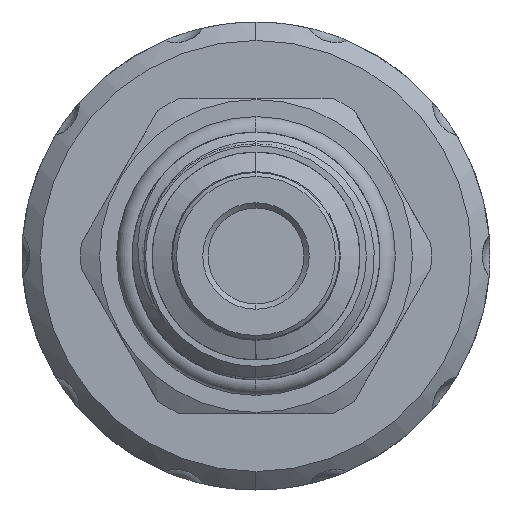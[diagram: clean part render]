
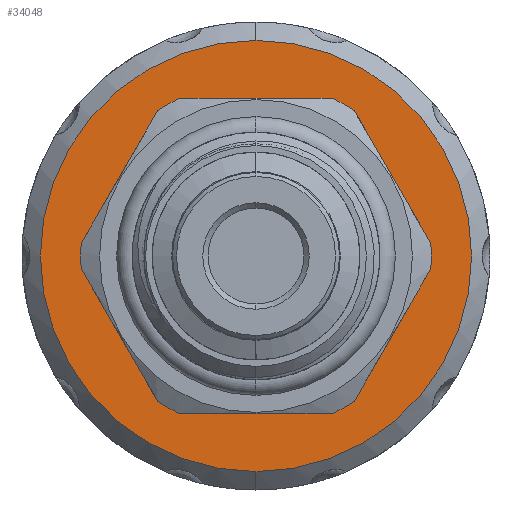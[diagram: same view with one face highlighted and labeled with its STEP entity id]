
A CAD part, left-side view. The second image highlights one B-rep face of the part: STEP entity #34048.
In plain terms, the highlighted planar face has unit normal (-1, 0, 0).
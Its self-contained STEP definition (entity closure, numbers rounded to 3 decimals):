
#727 = AXIS2_PLACEMENT_3D ( 'NONE', #42438, #22720, #26054 ) ;
#3226 = CARTESIAN_POINT ( 'NONE',  ( 16.75, 0., 0. ) ) ;
#3428 = CARTESIAN_POINT ( 'NONE',  ( 16.75, -11.85, 0. ) ) ;
#3821 = AXIS2_PLACEMENT_3D ( 'NONE', #3226, #39365, #35912 ) ;
#5032 = DIRECTION ( 'NONE',  ( 1., 0., 0. ) ) ;
#5186 = DIRECTION ( 'NONE',  ( 1., 0., 0. ) ) ;
#5972 = CIRCLE ( 'NONE', #727, 11.85 ) ;
#6688 = ORIENTED_EDGE ( 'NONE', *, *, #26530, .T. ) ;
#7421 = FACE_BOUND ( 'NONE', #39578, .T. ) ;
#8078 = VERTEX_POINT ( 'NONE', #14293 ) ;
#9252 = CARTESIAN_POINT ( 'NONE',  ( 16.75, 0., -11.85 ) ) ;
#9659 = AXIS2_PLACEMENT_3D ( 'NONE', #14806, #5032, #34568 ) ;
#11174 = AXIS2_PLACEMENT_3D ( 'NONE', #21886, #5186, #24783 ) ;
#14118 = CIRCLE ( 'NONE', #3821, 16.4 ) ;
#14293 = CARTESIAN_POINT ( 'NONE',  ( 16.75, 11.85, 0. ) ) ;
#14806 = CARTESIAN_POINT ( 'NONE',  ( 16.75, 0., 0. ) ) ;
#15589 = DIRECTION ( 'NONE',  ( 1., 0., 0. ) ) ;
#15996 = VERTEX_POINT ( 'NONE', #34368 ) ;
#21886 = CARTESIAN_POINT ( 'NONE',  ( 16.75, 0., 0. ) ) ;
#22707 = VERTEX_POINT ( 'NONE', #3428 ) ;
#22720 = DIRECTION ( 'NONE',  ( 1., 0., 0. ) ) ;
#23966 = CIRCLE ( 'NONE', #11174, 16.4 ) ;
#24783 = DIRECTION ( 'NONE',  ( 0., 0., -1. ) ) ;
#26054 = DIRECTION ( 'NONE',  ( 0., 0., -1. ) ) ;
#26530 = EDGE_CURVE ( 'NONE', #8078, #22707, #5972, .T. ) ;
#27863 = EDGE_CURVE ( 'NONE', #15996, #31532, #23966, .T. ) ;
#27868 = AXIS2_PLACEMENT_3D ( 'NONE', #9252, #15589, #35211 ) ;
#30857 = EDGE_CURVE ( 'NONE', #31532, #15996, #14118, .T. ) ;
#31532 = VERTEX_POINT ( 'NONE', #41337 ) ;
#33299 = ORIENTED_EDGE ( 'NONE', *, *, #30857, .F. ) ;
#34048 = ADVANCED_FACE ( 'NONE', ( #36821, #7421 ), #42381, .F. ) ;
#34368 = CARTESIAN_POINT ( 'NONE',  ( 16.75, 0., -16.4 ) ) ;
#34568 = DIRECTION ( 'NONE',  ( 0., 0., -1. ) ) ;
#35211 = DIRECTION ( 'NONE',  ( 0., 0., -1. ) ) ;
#35912 = DIRECTION ( 'NONE',  ( 0., 0., -1. ) ) ;
#36821 = FACE_OUTER_BOUND ( 'NONE', #37322, .T. ) ;
#37322 = EDGE_LOOP ( 'NONE', ( #39488, #33299 ) ) ;
#38518 = ORIENTED_EDGE ( 'NONE', *, *, #39951, .T. ) ;
#39365 = DIRECTION ( 'NONE',  ( 1., 0., 0. ) ) ;
#39488 = ORIENTED_EDGE ( 'NONE', *, *, #27863, .F. ) ;
#39578 = EDGE_LOOP ( 'NONE', ( #38518, #6688 ) ) ;
#39951 = EDGE_CURVE ( 'NONE', #22707, #8078, #42308, .T. ) ;
#41337 = CARTESIAN_POINT ( 'NONE',  ( 16.75, 0., 16.4 ) ) ;
#42308 = CIRCLE ( 'NONE', #9659, 11.85 ) ;
#42381 = PLANE ( 'NONE',  #27868 ) ;
#42438 = CARTESIAN_POINT ( 'NONE',  ( 16.75, 0., 0. ) ) ;
